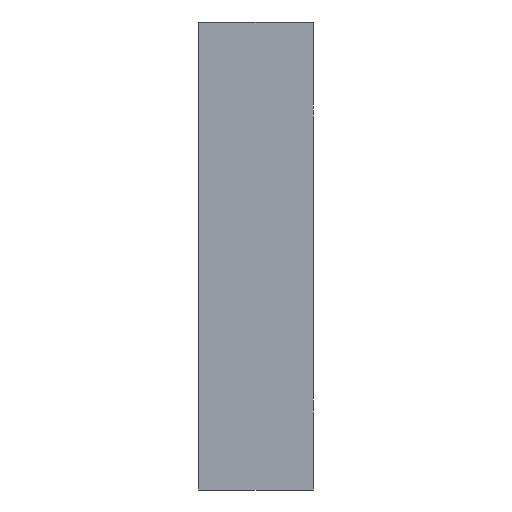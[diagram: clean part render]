
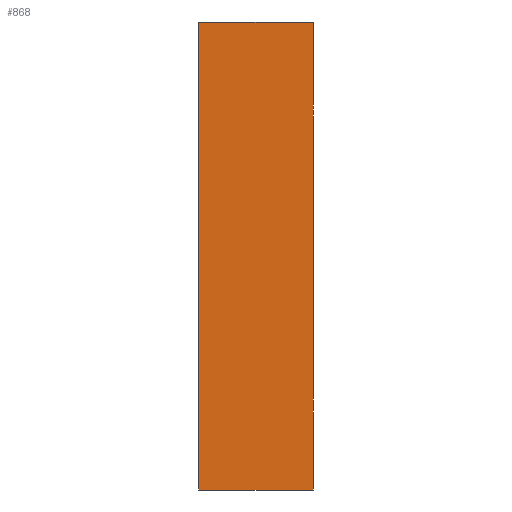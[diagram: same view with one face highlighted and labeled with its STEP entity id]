
A CAD part, left-side view. The second image highlights one B-rep face of the part: STEP entity #868.
In plain terms, the highlighted planar face has unit normal (-1, 0, 0).
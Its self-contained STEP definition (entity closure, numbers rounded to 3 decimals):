
#18 = ORIENTED_EDGE ( 'NONE', *, *, #146, .T. ) ;
#67 = DIRECTION ( 'NONE',  ( 0., -1., 0. ) ) ;
#84 = LINE ( 'NONE', #156, #630 ) ;
#91 = VERTEX_POINT ( 'NONE', #279 ) ;
#93 = CARTESIAN_POINT ( 'NONE',  ( -41., 0., 41. ) ) ;
#98 = DIRECTION ( 'NONE',  ( 1., 0., 0. ) ) ;
#100 = LINE ( 'NONE', #93, #507 ) ;
#106 = ORIENTED_EDGE ( 'NONE', *, *, #210, .F. ) ;
#107 = FACE_OUTER_BOUND ( 'NONE', #261, .T. ) ;
#108 = DIRECTION ( 'NONE',  ( 0., 0., 1. ) ) ;
#111 = CARTESIAN_POINT ( 'NONE',  ( -41., 20., 41. ) ) ;
#136 = LINE ( 'NONE', #501, #673 ) ;
#146 = EDGE_CURVE ( 'NONE', #949, #806, #100, .T. ) ;
#156 = CARTESIAN_POINT ( 'NONE',  ( -41., 20., 41. ) ) ;
#210 = EDGE_CURVE ( 'NONE', #91, #659, #394, .T. ) ;
#215 = AXIS2_PLACEMENT_3D ( 'NONE', #111, #98, #466 ) ;
#220 = CARTESIAN_POINT ( 'NONE',  ( -41., 20., 41. ) ) ;
#261 = EDGE_LOOP ( 'NONE', ( #18, #803, #106, #614 ) ) ;
#279 = CARTESIAN_POINT ( 'NONE',  ( -41., 20., -41. ) ) ;
#301 = EDGE_CURVE ( 'NONE', #91, #949, #136, .T. ) ;
#320 = CARTESIAN_POINT ( 'NONE',  ( -41., 20., 41. ) ) ;
#388 = DIRECTION ( 'NONE',  ( 0., -1., 0. ) ) ;
#394 = LINE ( 'NONE', #320, #652 ) ;
#466 = DIRECTION ( 'NONE',  ( 0., 0., -1. ) ) ;
#501 = CARTESIAN_POINT ( 'NONE',  ( -41., 20., -41. ) ) ;
#507 = VECTOR ( 'NONE', #108, 1000. ) ;
#550 = PLANE ( 'NONE',  #215 ) ;
#614 = ORIENTED_EDGE ( 'NONE', *, *, #301, .T. ) ;
#630 = VECTOR ( 'NONE', #388, 1000. ) ;
#652 = VECTOR ( 'NONE', #688, 1000. ) ;
#659 = VERTEX_POINT ( 'NONE', #220 ) ;
#673 = VECTOR ( 'NONE', #67, 1000. ) ;
#688 = DIRECTION ( 'NONE',  ( 0., 0., 1. ) ) ;
#764 = EDGE_CURVE ( 'NONE', #659, #806, #84, .T. ) ;
#803 = ORIENTED_EDGE ( 'NONE', *, *, #764, .F. ) ;
#806 = VERTEX_POINT ( 'NONE', #908 ) ;
#825 = CARTESIAN_POINT ( 'NONE',  ( -41., 0., -41. ) ) ;
#868 = ADVANCED_FACE ( 'NONE', ( #107 ), #550, .F. ) ;
#908 = CARTESIAN_POINT ( 'NONE',  ( -41., 0., 41. ) ) ;
#949 = VERTEX_POINT ( 'NONE', #825 ) ;
